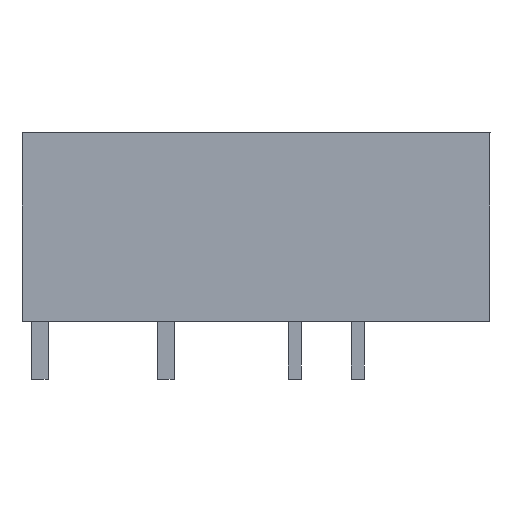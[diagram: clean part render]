
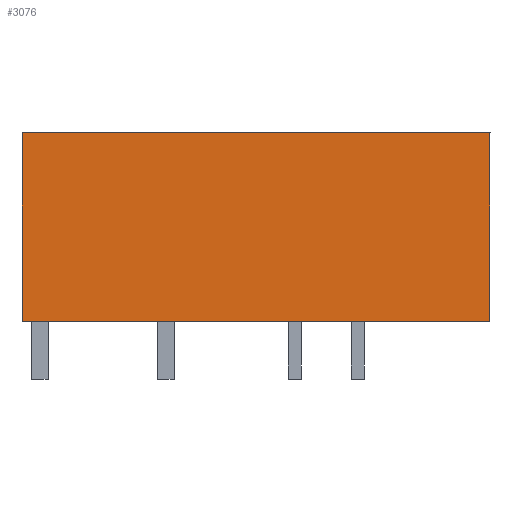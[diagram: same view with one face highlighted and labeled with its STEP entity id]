
A CAD part, left-side view. The second image highlights one B-rep face of the part: STEP entity #3076.
In plain terms, the highlighted planar face has unit normal (-1, 0, 0).
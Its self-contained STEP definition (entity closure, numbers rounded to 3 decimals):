
#3049=AXIS2_PLACEMENT_3D('Plane Axis2P3D',#3046,#3047,#3048) ;
#1924=CARTESIAN_POINT('Line Origine',(0.,14.15,14.9)) ;
#1928=CARTESIAN_POINT('Vertex',(0.,0.,14.9)) ;
#1930=CARTESIAN_POINT('Vertex',(0.,28.3,14.9)) ;
#3046=CARTESIAN_POINT('Axis2P3D Location',(0.,28.3,0.)) ;
#3051=CARTESIAN_POINT('Line Origine',(0.,14.15,3.5)) ;
#3055=CARTESIAN_POINT('Vertex',(0.,0.,3.5)) ;
#3057=CARTESIAN_POINT('Vertex',(0.,28.3,3.5)) ;
#3060=CARTESIAN_POINT('Line Origine',(0.,0.,9.2)) ;
#3065=CARTESIAN_POINT('Line Origine',(0.,28.3,9.2)) ;
#1925=DIRECTION('Vector Direction',(0.,1.,0.)) ;
#3047=DIRECTION('Axis2P3D Direction',(-1.,0.,0.)) ;
#3048=DIRECTION('Axis2P3D XDirection',(0.,-1.,0.)) ;
#3052=DIRECTION('Vector Direction',(0.,1.,0.)) ;
#3061=DIRECTION('Vector Direction',(0.,0.,-1.)) ;
#3066=DIRECTION('Vector Direction',(0.,0.,1.)) ;
#1926=VECTOR('Line Direction',#1925,1.) ;
#3053=VECTOR('Line Direction',#3052,1.) ;
#3062=VECTOR('Line Direction',#3061,1.) ;
#3067=VECTOR('Line Direction',#3066,1.) ;
#3071=ORIENTED_EDGE('',*,*,#3059,.F.) ;
#3072=ORIENTED_EDGE('',*,*,#3064,.F.) ;
#3073=ORIENTED_EDGE('',*,*,#1932,.T.) ;
#3074=ORIENTED_EDGE('',*,*,#3069,.T.) ;
#3076=ADVANCED_FACE('model',(#3075),#3050,.T.) ;
#1932=EDGE_CURVE('',#1929,#1931,#1927,.T.) ;
#3059=EDGE_CURVE('',#3056,#3058,#3054,.T.) ;
#3064=EDGE_CURVE('',#1929,#3056,#3063,.T.) ;
#3069=EDGE_CURVE('',#1931,#3058,#3068,.F.) ;
#3070=EDGE_LOOP('',(#3071,#3072,#3073,#3074)) ;
#3075=FACE_OUTER_BOUND('',#3070,.T.) ;
#1927=LINE('Line',#1924,#1926) ;
#3054=LINE('Line',#3051,#3053) ;
#3063=LINE('Line',#3060,#3062) ;
#3068=LINE('Line',#3065,#3067) ;
#3050=PLANE('',#3049) ;
#1929=VERTEX_POINT('',#1928) ;
#1931=VERTEX_POINT('',#1930) ;
#3056=VERTEX_POINT('',#3055) ;
#3058=VERTEX_POINT('',#3057) ;
